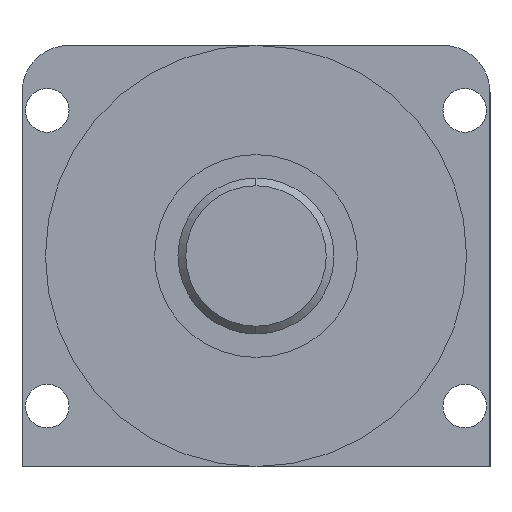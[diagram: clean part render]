
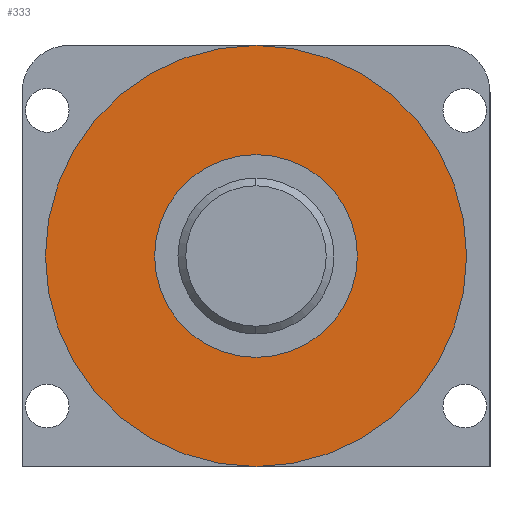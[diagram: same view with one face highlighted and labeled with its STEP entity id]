
A CAD part, left-side view. The second image highlights one B-rep face of the part: STEP entity #333.
In plain terms, the highlighted planar face has unit normal (-1, 0, 0).
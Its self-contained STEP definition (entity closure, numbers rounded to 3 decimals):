
#205 = EDGE_CURVE ( 'NONE', #1719, #375, #912, .T. ) ;
#319 = EDGE_CURVE ( 'NONE', #375, #1719, #631, .T. ) ;
#325 = PLANE ( 'NONE',  #1594 ) ;
#333 = ADVANCED_FACE ( 'NONE', ( #855 ), #325, .F. ) ;
#375 = VERTEX_POINT ( 'NONE', #1549 ) ;
#406 = DIRECTION ( 'NONE',  ( 0., 0., -1. ) ) ;
#631 = CIRCLE ( 'NONE', #739, 13.5 ) ;
#655 = DIRECTION ( 'NONE',  ( 1., 0., 0. ) ) ;
#726 = CARTESIAN_POINT ( 'NONE',  ( -34.3, 0., 0. ) ) ;
#739 = AXIS2_PLACEMENT_3D ( 'NONE', #991, #1380, #873 ) ;
#855 = FACE_OUTER_BOUND ( 'NONE', #1364, .T. ) ;
#856 = ORIENTED_EDGE ( 'NONE', *, *, #205, .F. ) ;
#873 = DIRECTION ( 'NONE',  ( 0., 0., -1. ) ) ;
#912 = CIRCLE ( 'NONE', #1032, 13.5 ) ;
#967 = CARTESIAN_POINT ( 'NONE',  ( -34.3, 0., -13.5 ) ) ;
#991 = CARTESIAN_POINT ( 'NONE',  ( -34.3, 0., 0. ) ) ;
#1032 = AXIS2_PLACEMENT_3D ( 'NONE', #1353, #655, #406 ) ;
#1353 = CARTESIAN_POINT ( 'NONE',  ( -34.3, 0., 0. ) ) ;
#1364 = EDGE_LOOP ( 'NONE', ( #856, #1581 ) ) ;
#1380 = DIRECTION ( 'NONE',  ( 1., 0., 0. ) ) ;
#1522 = DIRECTION ( 'NONE',  ( 0., 0., -1. ) ) ;
#1533 = DIRECTION ( 'NONE',  ( 1., 0., 0. ) ) ;
#1549 = CARTESIAN_POINT ( 'NONE',  ( -34.3, 0., 13.5 ) ) ;
#1581 = ORIENTED_EDGE ( 'NONE', *, *, #319, .F. ) ;
#1594 = AXIS2_PLACEMENT_3D ( 'NONE', #726, #1533, #1522 ) ;
#1719 = VERTEX_POINT ( 'NONE', #967 ) ;
